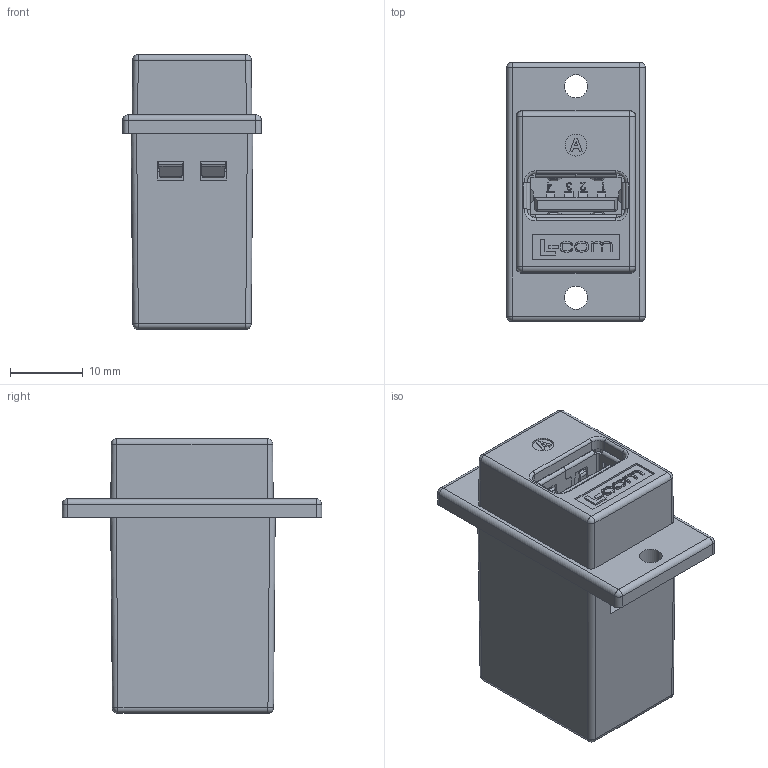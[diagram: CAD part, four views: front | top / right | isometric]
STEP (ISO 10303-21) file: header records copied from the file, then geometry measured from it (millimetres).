
FILE_DESCRIPTION (( 'STEP AP214' ), '1' );
FILE_NAME ('ECF504B-UAB.STEP', '2012-10-19T19:52:30', ( 'x' ), ( '' ), 'SwSTEP 2.0', 'SolidWorks 2012', '' );
FILE_SCHEMA (( 'AUTOMOTIVE_DESIGN' ));
Length unit declared in the file: inch
Products named in the file (7): 1AG01-072 BLACK (USB-B COVER_NEW LATCH)_TYPE B; 1AG01-070 BLACK (USB-A HSG_NEW LATCH)_TYPE A; 3AC11-009; 1BC01-014; 1AA05-033_with pin numbers; 1AA05-019-SUZHOU___; ECF504B-UAB
Assembly tree (6 placements, depth 3):
  ECF504B-UAB
    3AC11-009
      1AA05-019-SUZHOU___
      1AA05-033_with pin numbers
      1BC01-014
    1AG01-070 BLACK (USB-A HSG_NEW LATCH)_TYPE A
    1AG01-072 BLACK (USB-B COVER_NEW LATCH)_TYPE B
Bounding box: 19.05 x 35.56 x 37.67 mm (x, y, z)
Volume: 8598 mm3; surface area: 11701.7 mm2
Topology: 9 solids, 9 shells, 1763 faces, 4821 edges, 3136 vertices
Faces by surface type: plane 1090, cylinder 356, bspline 263, torus 32, sphere 16, cone 6
Entity records: 67126 total; most frequent: CARTESIAN_POINT 21389, ORIENTED_EDGE 9614, DIRECTION 7695, EDGE_CURVE 4807, LINE 3525, VECTOR 3525, VERTEX_POINT 3136, AXIS2_PLACEMENT_3D 2085
